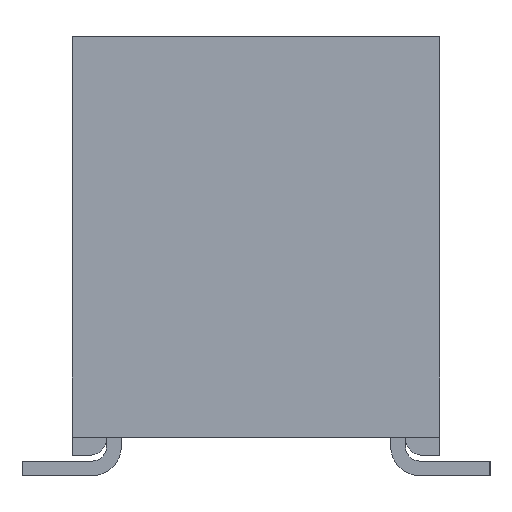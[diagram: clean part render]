
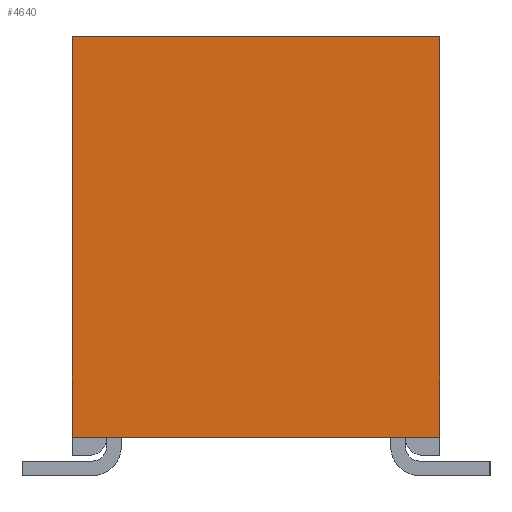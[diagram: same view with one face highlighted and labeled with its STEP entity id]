
A CAD part, left-side view. The second image highlights one B-rep face of the part: STEP entity #4640.
In plain terms, the highlighted free-form (B-spline) face has degree [1, 1] with [2, 2] control points.
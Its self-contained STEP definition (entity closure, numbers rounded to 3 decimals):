
#4203=CARTESIAN_POINT('',(-6.477,-2.54,0.533));
#4204=VERTEX_POINT('',#4203);
#4213=CARTESIAN_POINT('',(-6.477,2.54,0.533));
#4214=VERTEX_POINT('',#4213);
#4215=CARTESIAN_POINT('',(-6.477,-2.54,0.533));
#4216=DIRECTION('',(0.0,1.0,0.0));
#4217=VECTOR('',#4216,5.08);
#4218=LINE('',#4215,#4217);
#4219=EDGE_CURVE('',#4214,#4204,#4218,.F.);
#4252=CARTESIAN_POINT('',(-6.477,-2.54,6.071));
#4253=VERTEX_POINT('',#4252);
#4260=CARTESIAN_POINT('',(-6.477,-2.54,6.071));
#4261=DIRECTION('',(0.0,0.0,-1.0));
#4262=VECTOR('',#4261,5.537);
#4263=LINE('',#4260,#4262);
#4264=EDGE_CURVE('',#4253,#4204,#4263,.T.);
#4282=CARTESIAN_POINT('',(-6.477,2.54,6.071));
#4283=VERTEX_POINT('',#4282);
#4290=CARTESIAN_POINT('',(-6.477,-2.54,6.071));
#4291=DIRECTION('',(0.0,1.0,0.0));
#4292=VECTOR('',#4291,5.08);
#4293=LINE('',#4290,#4292);
#4294=EDGE_CURVE('',#4253,#4283,#4293,.T.);
#4426=CARTESIAN_POINT('',(-6.477,2.54,6.071));
#4427=DIRECTION('',(0.0,0.0,-1.0));
#4428=VECTOR('',#4427,5.537);
#4429=LINE('',#4426,#4428);
#4430=EDGE_CURVE('',#4283,#4214,#4429,.T.);
#4629=CARTESIAN_POINT('',(-6.477,-2.54,6.071));
#4630=CARTESIAN_POINT('',(-6.477,-2.54,0.533));
#4631=CARTESIAN_POINT('',(-6.477,2.54,6.071));
#4632=CARTESIAN_POINT('',(-6.477,2.54,0.533));
#4633=B_SPLINE_SURFACE_WITH_KNOTS('',1,1,((#4629,#4631),(#4630,#4632)),.UNSPECIFIED.,.F.,.F.,.U.,(2,2),(2,2),(0.0,5.537),(0.0,5.08),.UNSPECIFIED.);
#4634=ORIENTED_EDGE('',*,*,#4264,.F.);
#4635=ORIENTED_EDGE('',*,*,#4294,.T.);
#4636=ORIENTED_EDGE('',*,*,#4430,.T.);
#4637=ORIENTED_EDGE('',*,*,#4219,.T.);
#4638=EDGE_LOOP('',(#4634,#4635,#4636,#4637));
#4639=FACE_OUTER_BOUND('',#4638,.T.);
#4640=ADVANCED_FACE('',(#4639),#4633,.F.);
